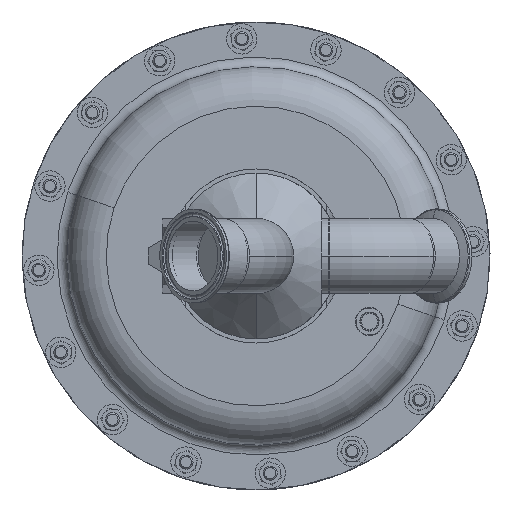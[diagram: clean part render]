
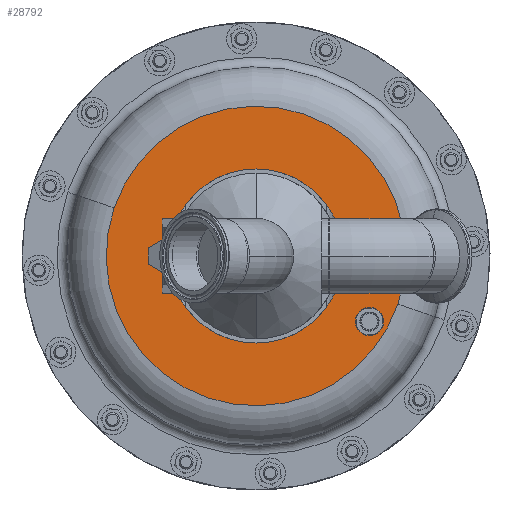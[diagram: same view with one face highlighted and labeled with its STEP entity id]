
A CAD part, front view. The second image highlights one B-rep face of the part: STEP entity #28792.
In plain terms, the highlighted planar face has unit normal (0, -1, 0).
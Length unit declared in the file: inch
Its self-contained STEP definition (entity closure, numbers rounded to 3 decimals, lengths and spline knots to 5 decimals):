
#173 = AXIS2_PLACEMENT_3D ( 'NONE', #3251, #330, #6451 ) ;
#330 = DIRECTION ( 'NONE',  ( 0., 1., 0. ) ) ;
#407 = AXIS2_PLACEMENT_3D ( 'NONE', #8862, #39055, #24210 ) ;
#1118 = CIRCLE ( 'NONE', #28189, 4. ) ;
#1728 = AXIS2_PLACEMENT_3D ( 'NONE', #39107, #33161, #17634 ) ;
#1975 = CARTESIAN_POINT ( 'NONE',  ( -0.40187, 15.09288, -3.78772 ) ) ;
#3251 = CARTESIAN_POINT ( 'NONE',  ( 3.91497, 15.09288, -1.75 ) ) ;
#4999 = EDGE_LOOP ( 'NONE', ( #11174, #18982 ) ) ;
#5010 = AXIS2_PLACEMENT_3D ( 'NONE', #13882, #16407, #31811 ) ;
#5077 = DIRECTION ( 'NONE',  ( 0., -1., 0. ) ) ;
#5519 = CIRCLE ( 'NONE', #5010, 0.375 ) ;
#6451 = DIRECTION ( 'NONE',  ( 0.249, 0., -0.969 ) ) ;
#7037 = VERTEX_POINT ( 'NONE', #25123 ) ;
#7067 = CARTESIAN_POINT ( 'NONE',  ( 0.88388, 15.09288, -2.325 ) ) ;
#7865 = DIRECTION ( 'NONE',  ( 0., 0., -1. ) ) ;
#7953 = DIRECTION ( 'NONE',  ( -0.947, 0., 0.321 ) ) ;
#8862 = CARTESIAN_POINT ( 'NONE',  ( 0.88388, 15.09288, 0. ) ) ;
#9126 = VERTEX_POINT ( 'NONE', #7067 ) ;
#11174 = ORIENTED_EDGE ( 'NONE', *, *, #37652, .F. ) ;
#11618 = EDGE_LOOP ( 'NONE', ( #21049, #28639 ) ) ;
#11625 = VERTEX_POINT ( 'NONE', #25709 ) ;
#11692 = VERTEX_POINT ( 'NONE', #29430 ) ;
#11793 = EDGE_CURVE ( 'NONE', #11692, #11625, #25872, .T. ) ;
#12864 = AXIS2_PLACEMENT_3D ( 'NONE', #1975, #25988, #7953 ) ;
#13798 = PLANE ( 'NONE',  #12864 ) ;
#13882 = CARTESIAN_POINT ( 'NONE',  ( 3.91497, 15.09288, -1.75 ) ) ;
#14626 = EDGE_CURVE ( 'NONE', #11625, #11692, #1118, .T. ) ;
#15872 = FACE_BOUND ( 'NONE', #37963, .T. ) ;
#16305 = EDGE_CURVE ( 'NONE', #18092, #9126, #23270, .T. ) ;
#16407 = DIRECTION ( 'NONE',  ( 0., 1., 0. ) ) ;
#16562 = ORIENTED_EDGE ( 'NONE', *, *, #19816, .T. ) ;
#17634 = DIRECTION ( 'NONE',  ( 0., 0., -1. ) ) ;
#18092 = VERTEX_POINT ( 'NONE', #36304 ) ;
#18982 = ORIENTED_EDGE ( 'NONE', *, *, #16305, .F. ) ;
#19691 = FACE_OUTER_BOUND ( 'NONE', #11618, .T. ) ;
#19816 = EDGE_CURVE ( 'NONE', #7037, #24445, #5519, .T. ) ;
#20134 = FACE_BOUND ( 'NONE', #4999, .T. ) ;
#21049 = ORIENTED_EDGE ( 'NONE', *, *, #11793, .F. ) ;
#23270 = CIRCLE ( 'NONE', #23698, 2.325 ) ;
#23698 = AXIS2_PLACEMENT_3D ( 'NONE', #35584, #5077, #7865 ) ;
#24210 = DIRECTION ( 'NONE',  ( 0.947, 0., -0.321 ) ) ;
#24445 = VERTEX_POINT ( 'NONE', #29201 ) ;
#24558 = CIRCLE ( 'NONE', #1728, 2.325 ) ;
#25123 = CARTESIAN_POINT ( 'NONE',  ( 4.00828, 15.09288, -2.11321 ) ) ;
#25709 = CARTESIAN_POINT ( 'NONE',  ( -2.90384, 15.09288, 1.28576 ) ) ;
#25872 = CIRCLE ( 'NONE', #407, 4. ) ;
#25988 = DIRECTION ( 'NONE',  ( 0., -1., 0. ) ) ;
#28189 = AXIS2_PLACEMENT_3D ( 'NONE', #34083, #28515, #31305 ) ;
#28515 = DIRECTION ( 'NONE',  ( 0., 1., 0. ) ) ;
#28639 = ORIENTED_EDGE ( 'NONE', *, *, #14626, .F. ) ;
#28792 = ADVANCED_FACE ( 'NONE', ( #20134, #19691, #15872 ), #13798, .T. ) ;
#29201 = CARTESIAN_POINT ( 'NONE',  ( 3.82167, 15.09288, -1.38679 ) ) ;
#29430 = CARTESIAN_POINT ( 'NONE',  ( 4.6716, 15.09288, -1.28576 ) ) ;
#30426 = EDGE_CURVE ( 'NONE', #24445, #7037, #32647, .T. ) ;
#31305 = DIRECTION ( 'NONE',  ( 0.947, 0., -0.321 ) ) ;
#31811 = DIRECTION ( 'NONE',  ( 0.249, 0., -0.969 ) ) ;
#32647 = CIRCLE ( 'NONE', #173, 0.375 ) ;
#33161 = DIRECTION ( 'NONE',  ( 0., -1., 0. ) ) ;
#34083 = CARTESIAN_POINT ( 'NONE',  ( 0.88388, 15.09288, 0. ) ) ;
#35584 = CARTESIAN_POINT ( 'NONE',  ( 0.88388, 15.09288, 0. ) ) ;
#36304 = CARTESIAN_POINT ( 'NONE',  ( 0.88388, 15.09288, 2.325 ) ) ;
#37652 = EDGE_CURVE ( 'NONE', #9126, #18092, #24558, .T. ) ;
#37715 = ORIENTED_EDGE ( 'NONE', *, *, #30426, .T. ) ;
#37963 = EDGE_LOOP ( 'NONE', ( #16562, #37715 ) ) ;
#39055 = DIRECTION ( 'NONE',  ( 0., 1., 0. ) ) ;
#39107 = CARTESIAN_POINT ( 'NONE',  ( 0.88388, 15.09288, 0. ) ) ;
